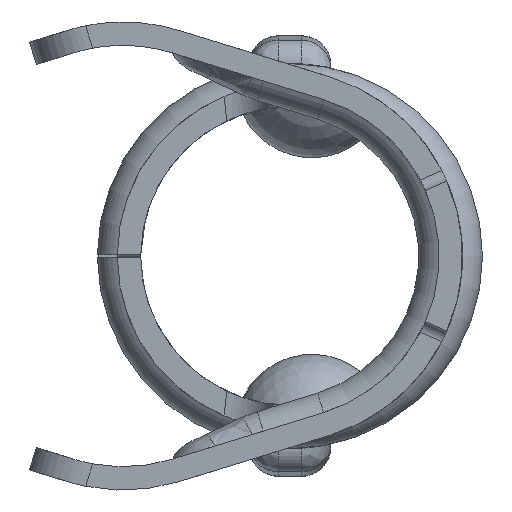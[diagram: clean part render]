
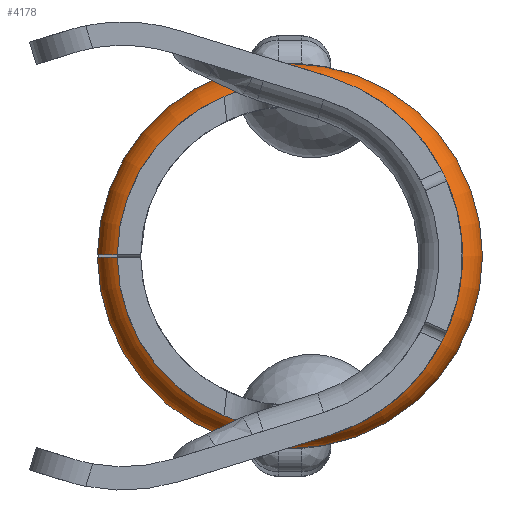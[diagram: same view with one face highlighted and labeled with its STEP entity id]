
A CAD part, left-side view. The second image highlights one B-rep face of the part: STEP entity #4178.
In plain terms, the highlighted toroidal (fillet/blend) face has major radius 3.416 mm and minor radius 0.762 mm.
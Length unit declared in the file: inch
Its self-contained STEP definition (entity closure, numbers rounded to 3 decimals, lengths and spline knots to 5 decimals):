
#171 = CARTESIAN_POINT ( 'NONE',  ( -0.75996, 0.1645, 0.001 ) ) ;
#180 = DIRECTION ( 'NONE',  ( 1., 0., 0. ) ) ;
#901 = CARTESIAN_POINT ( 'NONE',  ( -0.787, 0., 0. ) ) ;
#1425 = VERTEX_POINT ( 'NONE', #6435 ) ;
#2257 = EDGE_LOOP ( 'NONE', ( #2931, #3100, #3397, #3485 ) ) ;
#2931 = ORIENTED_EDGE ( 'NONE', *, *, #5210, .T. ) ;
#3100 = ORIENTED_EDGE ( 'NONE', *, *, #4416, .T. ) ;
#3309 = CARTESIAN_POINT ( 'NONE',  ( -0.75996, 0.1645, -0.001 ) ) ;
#3397 = ORIENTED_EDGE ( 'NONE', *, *, #16344, .F. ) ;
#3405 = VERTEX_POINT ( 'NONE', #9454 ) ;
#3485 = ORIENTED_EDGE ( 'NONE', *, *, #5054, .T. ) ;
#3488 = B_SPLINE_CURVE_WITH_KNOTS ( 'NONE', 3,
 ( #6450, #11810, #17259, #5152, #10488, #15880 ),
 .UNSPECIFIED., .F., .F.,
 ( 4, 2, 4 ),
 ( 0.00129, 0.00172, 0.00215 ),
 .UNSPECIFIED. ) ;
#3980 = CIRCLE ( 'NONE', #11539, 0.1475 ) ;
#4178 = ADVANCED_FACE ( 'NONE', ( #5756 ), #16649, .T. ) ;
#4207 = CARTESIAN_POINT ( 'NONE',  ( -0.78458, 0.15253, 0.001 ) ) ;
#4416 = EDGE_CURVE ( 'NONE', #15010, #14331, #3488, .T. ) ;
#4459 = CARTESIAN_POINT ( 'NONE',  ( -0.75996, 0., 0. ) ) ;
#5054 = EDGE_CURVE ( 'NONE', #3405, #1425, #7810, .T. ) ;
#5152 = CARTESIAN_POINT ( 'NONE',  ( -0.7712, 0.16287, -0.001 ) ) ;
#5210 = EDGE_CURVE ( 'NONE', #1425, #15010, #3980, .T. ) ;
#5504 = CARTESIAN_POINT ( 'NONE',  ( -0.76557, 0.1645, 0.001 ) ) ;
#5510 = DIRECTION ( 'NONE',  ( 0., 1., 0. ) ) ;
#5756 = FACE_OUTER_BOUND ( 'NONE', #2257, .T. ) ;
#6205 = DIRECTION ( 'NONE',  ( 1., 0., 0. ) ) ;
#6435 = CARTESIAN_POINT ( 'NONE',  ( -0.787, 0.1475, 0.001 ) ) ;
#6450 = CARTESIAN_POINT ( 'NONE',  ( -0.787, 0.1475, -0.001 ) ) ;
#6769 = AXIS2_PLACEMENT_3D ( 'NONE', #4459, #9796, #15160 ) ;
#7391 = CIRCLE ( 'NONE', #17314, 0.1645 ) ;
#7810 = B_SPLINE_CURVE_WITH_KNOTS ( 'NONE', 3,
 ( #171, #5504, #10848, #16249, #4207, #9546 ),
 .UNSPECIFIED., .F., .F.,
 ( 4, 2, 4 ),
 ( 0.00262, 0.00304, 0.00347 ),
 .UNSPECIFIED. ) ;
#9454 = CARTESIAN_POINT ( 'NONE',  ( -0.75996, 0.1645, 0.001 ) ) ;
#9546 = CARTESIAN_POINT ( 'NONE',  ( -0.787, 0.1475, 0.001 ) ) ;
#9796 = DIRECTION ( 'NONE',  ( 1., 0., 0. ) ) ;
#10488 = CARTESIAN_POINT ( 'NONE',  ( -0.76555, 0.1645, -0.001 ) ) ;
#10848 = CARTESIAN_POINT ( 'NONE',  ( -0.77115, 0.1629, 0.001 ) ) ;
#11539 = AXIS2_PLACEMENT_3D ( 'NONE', #901, #6205, #11563 ) ;
#11563 = DIRECTION ( 'NONE',  ( 0., 1., 0. ) ) ;
#11810 = CARTESIAN_POINT ( 'NONE',  ( -0.78455, 0.15259, -0.001 ) ) ;
#12181 = CARTESIAN_POINT ( 'NONE',  ( -0.75996, 0., 0. ) ) ;
#14331 = VERTEX_POINT ( 'NONE', #3309 ) ;
#15010 = VERTEX_POINT ( 'NONE', #16088 ) ;
#15160 = DIRECTION ( 'NONE',  ( 0., 1., 0. ) ) ;
#15880 = CARTESIAN_POINT ( 'NONE',  ( -0.75996, 0.1645, -0.001 ) ) ;
#16088 = CARTESIAN_POINT ( 'NONE',  ( -0.787, 0.1475, -0.001 ) ) ;
#16249 = CARTESIAN_POINT ( 'NONE',  ( -0.7807, 0.1569, 0.001 ) ) ;
#16344 = EDGE_CURVE ( 'NONE', #3405, #14331, #7391, .T. ) ;
#16649 = TOROIDAL_SURFACE ( 'NONE', #6769, 0.1345, 0.03 ) ;
#17259 = CARTESIAN_POINT ( 'NONE',  ( -0.78068, 0.1569, -0.001 ) ) ;
#17314 = AXIS2_PLACEMENT_3D ( 'NONE', #12181, #180, #5510 ) ;
